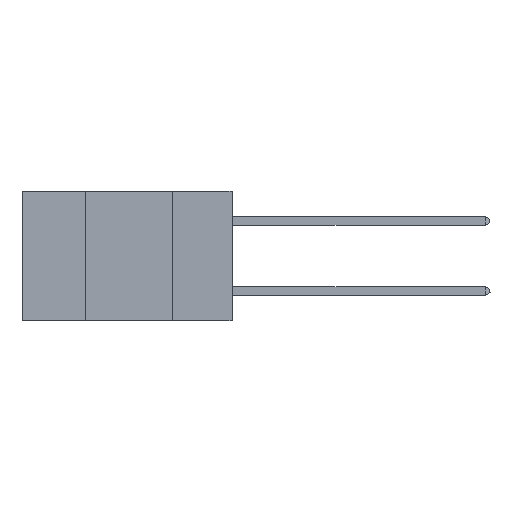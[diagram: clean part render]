
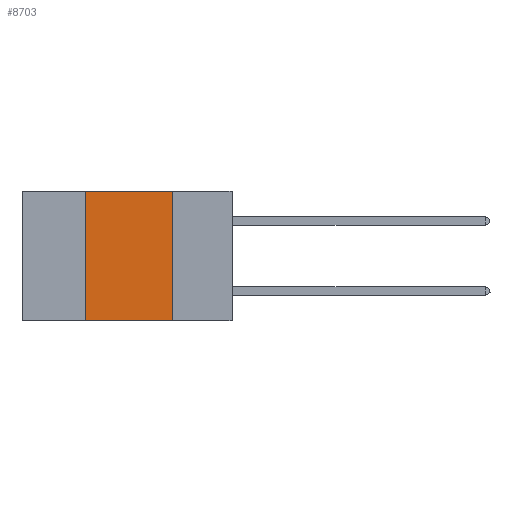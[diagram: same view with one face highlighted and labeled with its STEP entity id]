
A CAD part, left-side view. The second image highlights one B-rep face of the part: STEP entity #8703.
In plain terms, the highlighted planar face has unit normal (-1, 0, 0).
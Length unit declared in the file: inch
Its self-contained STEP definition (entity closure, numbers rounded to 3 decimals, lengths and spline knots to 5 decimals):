
#360 = CARTESIAN_POINT ( 'NONE',  ( 0., 0.17, 0. ) ) ;
#725 = EDGE_LOOP ( 'NONE', ( #2508, #5240, #16203, #9368 ) ) ;
#753 = DIRECTION ( 'NONE',  ( 0., -1., 0. ) ) ;
#2508 = ORIENTED_EDGE ( 'NONE', *, *, #7447, .F. ) ;
#2834 = LINE ( 'NONE', #360, #14610 ) ;
#3360 = DIRECTION ( 'NONE',  ( 1., 0., 0. ) ) ;
#3534 = PLANE ( 'NONE',  #15393 ) ;
#3585 = CARTESIAN_POINT ( 'NONE',  ( 0., 0.42, 0. ) ) ;
#3861 = EDGE_CURVE ( 'NONE', #4353, #13982, #10480, .T. ) ;
#4346 = VECTOR ( 'NONE', #5249, 39.37008 ) ;
#4353 = VERTEX_POINT ( 'NONE', #16220 ) ;
#4446 = VECTOR ( 'NONE', #753, 39.37008 ) ;
#4803 = CARTESIAN_POINT ( 'NONE',  ( 0., 0.6, 0. ) ) ;
#5240 = ORIENTED_EDGE ( 'NONE', *, *, #11731, .F. ) ;
#5249 = DIRECTION ( 'NONE',  ( 0., 0., 1. ) ) ;
#5282 = DIRECTION ( 'NONE',  ( 0., -1., 0. ) ) ;
#6487 = CARTESIAN_POINT ( 'NONE',  ( 0., 0.42, 0. ) ) ;
#6561 = FACE_OUTER_BOUND ( 'NONE', #725, .T. ) ;
#6771 = CARTESIAN_POINT ( 'NONE',  ( 0., 0.17, 0. ) ) ;
#7152 = EDGE_CURVE ( 'NONE', #4353, #8730, #8784, .T. ) ;
#7447 = EDGE_CURVE ( 'NONE', #10074, #13982, #2834, .T. ) ;
#7886 = LINE ( 'NONE', #4803, #4446 ) ;
#8703 = ADVANCED_FACE ( 'NONE', ( #6561 ), #3534, .F. ) ;
#8730 = VERTEX_POINT ( 'NONE', #3585 ) ;
#8784 = LINE ( 'NONE', #6487, #4346 ) ;
#9368 = ORIENTED_EDGE ( 'NONE', *, *, #3861, .T. ) ;
#9493 = CARTESIAN_POINT ( 'NONE',  ( 0., 0.17, -0.37 ) ) ;
#10074 = VERTEX_POINT ( 'NONE', #6771 ) ;
#10480 = LINE ( 'NONE', #13057, #13887 ) ;
#10693 = DIRECTION ( 'NONE',  ( 0., 0., -1. ) ) ;
#11731 = EDGE_CURVE ( 'NONE', #8730, #10074, #7886, .T. ) ;
#12270 = CARTESIAN_POINT ( 'NONE',  ( 0., 0.6, 0. ) ) ;
#13057 = CARTESIAN_POINT ( 'NONE',  ( 0., 0.6, -0.37 ) ) ;
#13887 = VECTOR ( 'NONE', #5282, 39.37008 ) ;
#13982 = VERTEX_POINT ( 'NONE', #9493 ) ;
#14610 = VECTOR ( 'NONE', #10693, 39.37008 ) ;
#15393 = AXIS2_PLACEMENT_3D ( 'NONE', #12270, #3360, #16230 ) ;
#16203 = ORIENTED_EDGE ( 'NONE', *, *, #7152, .F. ) ;
#16220 = CARTESIAN_POINT ( 'NONE',  ( 0., 0.42, -0.37 ) ) ;
#16230 = DIRECTION ( 'NONE',  ( 0., 0., -1. ) ) ;
